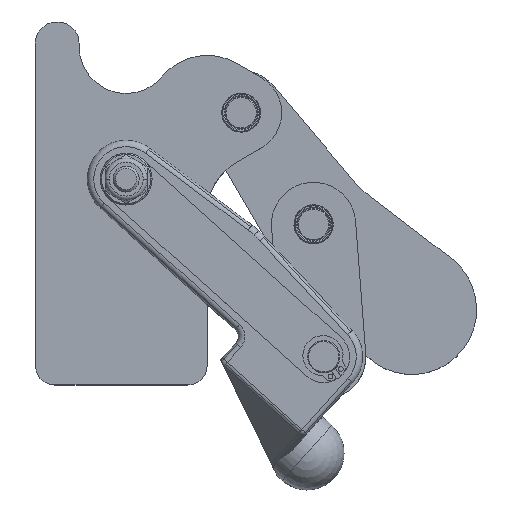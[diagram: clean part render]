
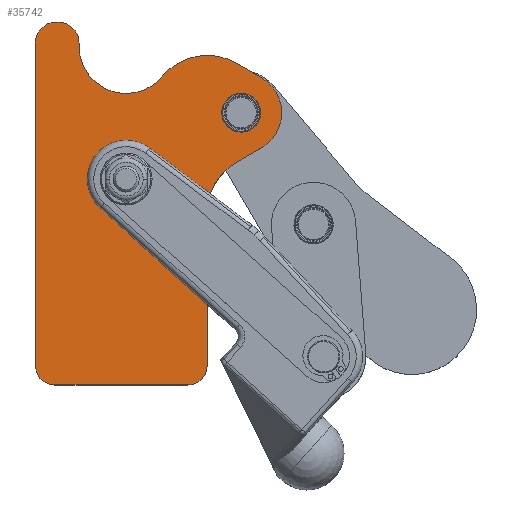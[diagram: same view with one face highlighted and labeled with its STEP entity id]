
A CAD part, top view. The second image highlights one B-rep face of the part: STEP entity #35742.
In plain terms, the highlighted planar face has unit normal (0, 0, 1).
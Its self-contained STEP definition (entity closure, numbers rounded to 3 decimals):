
#202=CARTESIAN_POINT('',(98.026,187.383,45.801));
#203=VERTEX_POINT('',#202);
#212=CARTESIAN_POINT('',(110.026,187.383,45.801));
#213=VERTEX_POINT('',#212);
#214=CARTESIAN_POINT('',(104.026,187.383,45.801));
#215=DIRECTION('',(0.0,0.0,-1.0));
#216=DIRECTION('',(-1.0,0.0,0.0));
#217=AXIS2_PLACEMENT_3D('',#214,#215,#216);
#218=CIRCLE('',#217,6.);
#219=EDGE_CURVE('',#213,#203,#218,.T.);
#1178=CARTESIAN_POINT('',(52.086,213.479,45.801));
#1179=VERTEX_POINT('',#1178);
#1195=CARTESIAN_POINT('',(47.489,215.383,45.801));
#1196=VERTEX_POINT('',#1195);
#1203=CARTESIAN_POINT('',(47.489,208.883,45.801));
#1204=DIRECTION('',(0.0,0.0,-1.));
#1205=DIRECTION('',(0.707,0.707,0.0));
#1206=AXIS2_PLACEMENT_3D('',#1203,#1204,#1205);
#1207=CIRCLE('',#1206,6.5);
#1208=EDGE_CURVE('',#1196,#1179,#1207,.T.);
#1220=CARTESIAN_POINT('',(42.43,213.479,45.801));
#1221=VERTEX_POINT('',#1220);
#1237=CARTESIAN_POINT('',(40.526,208.883,45.801));
#1238=VERTEX_POINT('',#1237);
#1245=CARTESIAN_POINT('',(47.026,208.883,45.801));
#1246=DIRECTION('',(0.0,0.0,-1.0));
#1247=DIRECTION('',(-0.707,0.707,0.0));
#1248=AXIS2_PLACEMENT_3D('',#1245,#1246,#1247);
#1249=CIRCLE('',#1248,6.5);
#1250=EDGE_CURVE('',#1238,#1221,#1249,.T.);
#32730=CARTESIAN_POINT('',(94.427,162.411,45.801));
#32731=VERTEX_POINT('',#32730);
#32747=CARTESIAN_POINT('',(77.048,143.083,45.801));
#32748=VERTEX_POINT('',#32747);
#32756=CARTESIAN_POINT('',(94.427,162.411,45.801));
#32757=DIRECTION('',(-0.669,-0.744,0.));
#32758=VECTOR('',#32757,25.992);
#32759=LINE('',#32756,#32758);
#32760=EDGE_CURVE('',#32731,#32748,#32759,.T.);
#34181=CARTESIAN_POINT('',(60.503,157.959,45.801));
#34182=VERTEX_POINT('',#34181);
#34189=CARTESIAN_POINT('',(77.048,143.083,45.801));
#34190=DIRECTION('',(-0.744,0.669,0.));
#34191=VECTOR('',#34190,22.25);
#34192=LINE('',#34189,#34191);
#34193=EDGE_CURVE('',#32748,#34182,#34192,.T.);
#34247=CARTESIAN_POINT('',(75.741,176.471,45.801));
#34248=VERTEX_POINT('',#34247);
#34249=CARTESIAN_POINT('',(75.741,176.471,45.801));
#34250=DIRECTION('',(0.799,-0.601,0.));
#34251=VECTOR('',#34250,23.385);
#34252=LINE('',#34249,#34251);
#34253=EDGE_CURVE('',#34248,#32731,#34252,.T.);
#34271=CARTESIAN_POINT('',(68.526,166.883,45.801));
#34272=DIRECTION('',(0.,0.,-1.));
#34273=DIRECTION('',(-0.601,-0.799,0.));
#34274=AXIS2_PLACEMENT_3D('',#34271,#34272,#34273);
#34275=CIRCLE('',#34274,12.);
#34276=EDGE_CURVE('',#34182,#34248,#34275,.T.);
#35067=CARTESIAN_POINT('',(47.026,215.383,45.801));
#35068=VERTEX_POINT('',#35067);
#35069=CARTESIAN_POINT('',(47.026,208.883,45.801));
#35070=DIRECTION('',(0.0,0.0,-1.0));
#35071=DIRECTION('',(-0.707,0.707,0.0));
#35072=AXIS2_PLACEMENT_3D('',#35069,#35070,#35071);
#35073=CIRCLE('',#35072,6.5);
#35074=EDGE_CURVE('',#1221,#35068,#35073,.T.);
#35108=CARTESIAN_POINT('',(40.526,109.383,45.801));
#35109=VERTEX_POINT('',#35108);
#35116=CARTESIAN_POINT('',(40.526,109.383,45.801));
#35117=DIRECTION('',(0.0,1.0,0.0));
#35118=VECTOR('',#35117,99.5);
#35119=LINE('',#35116,#35118);
#35120=EDGE_CURVE('',#35109,#1238,#35119,.T.);
#35237=CARTESIAN_POINT('',(53.989,208.883,45.801));
#35238=VERTEX_POINT('',#35237);
#35239=CARTESIAN_POINT('',(47.489,208.883,45.801));
#35240=DIRECTION('',(0.0,0.0,-1.));
#35241=DIRECTION('',(0.707,0.707,0.0));
#35242=AXIS2_PLACEMENT_3D('',#35239,#35240,#35241);
#35243=CIRCLE('',#35242,6.5);
#35244=EDGE_CURVE('',#1179,#35238,#35243,.T.);
#35262=CARTESIAN_POINT('',(53.989,207.883,45.801));
#35263=VERTEX_POINT('',#35262);
#35264=CARTESIAN_POINT('',(53.989,208.883,45.801));
#35265=DIRECTION('',(0.0,-1.0,0.0));
#35266=VECTOR('',#35265,1.);
#35267=LINE('',#35264,#35266);
#35268=EDGE_CURVE('',#35238,#35263,#35267,.T.);
#35296=CARTESIAN_POINT('',(104.026,187.383,45.801));
#35297=DIRECTION('',(0.0,0.0,-1.0));
#35298=DIRECTION('',(-1.0,0.0,0.0));
#35299=AXIS2_PLACEMENT_3D('',#35296,#35297,#35298);
#35300=CIRCLE('',#35299,6.);
#35301=EDGE_CURVE('',#203,#213,#35300,.T.);
#35455=CARTESIAN_POINT('',(102.546,202.675,45.801));
#35456=VERTEX_POINT('',#35455);
#35457=CARTESIAN_POINT('',(110.278,198.211,45.801));
#35458=VERTEX_POINT('',#35457);
#35459=CARTESIAN_POINT('',(102.546,202.675,45.801));
#35460=DIRECTION('',(0.866,-0.5,0.0));
#35461=VECTOR('',#35460,8.927);
#35462=LINE('',#35459,#35461);
#35463=EDGE_CURVE('',#35456,#35458,#35462,.T.);
#35487=CARTESIAN_POINT('',(110.278,176.554,45.801));
#35488=VERTEX_POINT('',#35487);
#35489=CARTESIAN_POINT('',(104.026,187.383,45.801));
#35490=DIRECTION('',(0.0,0.0,-1.0));
#35491=DIRECTION('',(0.5,-0.866,0.0));
#35492=AXIS2_PLACEMENT_3D('',#35489,#35490,#35491);
#35493=CIRCLE('',#35492,12.504);
#35494=EDGE_CURVE('',#35458,#35488,#35493,.T.);
#35512=CARTESIAN_POINT('',(102.526,172.079,45.801));
#35513=VERTEX_POINT('',#35512);
#35514=CARTESIAN_POINT('',(110.278,176.554,45.801));
#35515=DIRECTION('',(-0.866,-0.5,0.0));
#35516=VECTOR('',#35515,8.951);
#35517=LINE('',#35514,#35516);
#35518=EDGE_CURVE('',#35488,#35513,#35517,.T.);
#35536=CARTESIAN_POINT('',(93.526,156.49,45.801));
#35537=VERTEX_POINT('',#35536);
#35538=CARTESIAN_POINT('',(111.526,156.49,45.801));
#35539=DIRECTION('',(0.0,0.0,1.0));
#35540=DIRECTION('',(0.5,-0.866,0.0));
#35541=AXIS2_PLACEMENT_3D('',#35538,#35539,#35540);
#35542=CIRCLE('',#35541,18.0);
#35543=EDGE_CURVE('',#35513,#35537,#35542,.T.);
#35562=CARTESIAN_POINT('',(93.526,109.383,45.801));
#35563=VERTEX_POINT('',#35562);
#35564=CARTESIAN_POINT('',(93.526,156.49,45.801));
#35565=DIRECTION('',(0.0,-1.0,0.0));
#35566=VECTOR('',#35565,47.108);
#35567=LINE('',#35564,#35566);
#35568=EDGE_CURVE('',#35537,#35563,#35567,.T.);
#35586=CARTESIAN_POINT('',(87.526,103.383,45.801));
#35587=VERTEX_POINT('',#35586);
#35588=CARTESIAN_POINT('',(87.526,109.383,45.801));
#35589=DIRECTION('',(0.0,0.0,-1.0));
#35590=DIRECTION('',(0.0,-1.0,0.0));
#35591=AXIS2_PLACEMENT_3D('',#35588,#35589,#35590);
#35592=CIRCLE('',#35591,6.);
#35593=EDGE_CURVE('',#35563,#35587,#35592,.T.);
#35611=CARTESIAN_POINT('',(46.526,103.383,45.801));
#35612=VERTEX_POINT('',#35611);
#35613=CARTESIAN_POINT('',(87.526,103.383,45.801));
#35614=DIRECTION('',(-1.0,0.0,0.0));
#35615=VECTOR('',#35614,41.);
#35616=LINE('',#35613,#35615);
#35617=EDGE_CURVE('',#35587,#35612,#35616,.T.);
#35635=CARTESIAN_POINT('',(46.526,109.383,45.801));
#35636=DIRECTION('',(0.0,0.0,-1.0));
#35637=DIRECTION('',(-1.0,0.0,0.0));
#35638=AXIS2_PLACEMENT_3D('',#35635,#35636,#35637);
#35639=CIRCLE('',#35638,6.);
#35640=EDGE_CURVE('',#35612,#35109,#35639,.T.);
#35654=CARTESIAN_POINT('',(47.026,215.383,45.801));
#35655=DIRECTION('',(1.0,0.0,0.0));
#35656=VECTOR('',#35655,0.463);
#35657=LINE('',#35654,#35656);
#35658=EDGE_CURVE('',#35068,#1196,#35657,.T.);
#35670=CARTESIAN_POINT('',(79.819,198.73,45.801));
#35671=VERTEX_POINT('',#35670);
#35672=CARTESIAN_POINT('',(68.526,207.883,45.801));
#35673=DIRECTION('',(0.0,0.0,1.0));
#35674=DIRECTION('',(1.0,0.0,0.0));
#35675=AXIS2_PLACEMENT_3D('',#35672,#35673,#35674);
#35676=CIRCLE('',#35675,14.537);
#35677=EDGE_CURVE('',#35263,#35671,#35676,.T.);
#35695=CARTESIAN_POINT('',(93.546,187.086,45.801));
#35696=DIRECTION('',(0.0,0.0,-1.));
#35697=DIRECTION('',(0.5,0.866,0.0));
#35698=AXIS2_PLACEMENT_3D('',#35695,#35696,#35697);
#35699=CIRCLE('',#35698,18.);
#35700=EDGE_CURVE('',#35671,#35456,#35699,.T.);
#35708=CARTESIAN_POINT('',(70.078,161.409,45.801));
#35709=DIRECTION('',(0.0,0.0,1.0));
#35710=DIRECTION('',(1.0,0.0,0.0));
#35711=AXIS2_PLACEMENT_3D('',#35708,#35709,#35710);
#35712=PLANE('',#35711);
#35713=ORIENTED_EDGE('',*,*,#1250,.F.);
#35714=ORIENTED_EDGE('',*,*,#35120,.F.);
#35715=ORIENTED_EDGE('',*,*,#35640,.F.);
#35716=ORIENTED_EDGE('',*,*,#35617,.F.);
#35717=ORIENTED_EDGE('',*,*,#35593,.F.);
#35718=ORIENTED_EDGE('',*,*,#35568,.F.);
#35719=ORIENTED_EDGE('',*,*,#35543,.F.);
#35720=ORIENTED_EDGE('',*,*,#35518,.F.);
#35721=ORIENTED_EDGE('',*,*,#35494,.F.);
#35722=ORIENTED_EDGE('',*,*,#35463,.F.);
#35723=ORIENTED_EDGE('',*,*,#35700,.F.);
#35724=ORIENTED_EDGE('',*,*,#35677,.F.);
#35725=ORIENTED_EDGE('',*,*,#35268,.F.);
#35726=ORIENTED_EDGE('',*,*,#35244,.F.);
#35727=ORIENTED_EDGE('',*,*,#1208,.F.);
#35728=ORIENTED_EDGE('',*,*,#35658,.F.);
#35729=ORIENTED_EDGE('',*,*,#35074,.F.);
#35730=EDGE_LOOP('',(#35713,#35714,#35715,#35716,#35717,#35718,#35719,#35720,#35721,#35722,#35723,#35724,#35725,#35726,#35727,#35728,#35729));
#35731=FACE_OUTER_BOUND('',#35730,.T.);
#35732=ORIENTED_EDGE('',*,*,#32760,.T.);
#35733=ORIENTED_EDGE('',*,*,#34193,.T.);
#35734=ORIENTED_EDGE('',*,*,#34276,.T.);
#35735=ORIENTED_EDGE('',*,*,#34253,.T.);
#35736=EDGE_LOOP('',(#35732,#35733,#35734,#35735));
#35737=FACE_BOUND('',#35736,.T.);
#35738=ORIENTED_EDGE('',*,*,#219,.T.);
#35739=ORIENTED_EDGE('',*,*,#35301,.T.);
#35740=EDGE_LOOP('',(#35738,#35739));
#35741=FACE_BOUND('',#35740,.T.);
#35742=ADVANCED_FACE('',(#35731,#35737,#35741),#35712,.T.);
